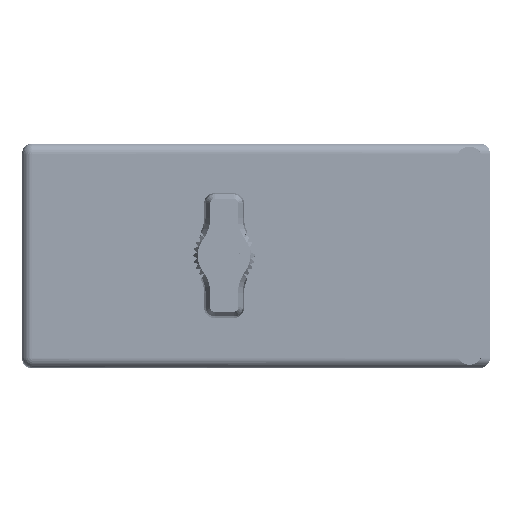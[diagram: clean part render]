
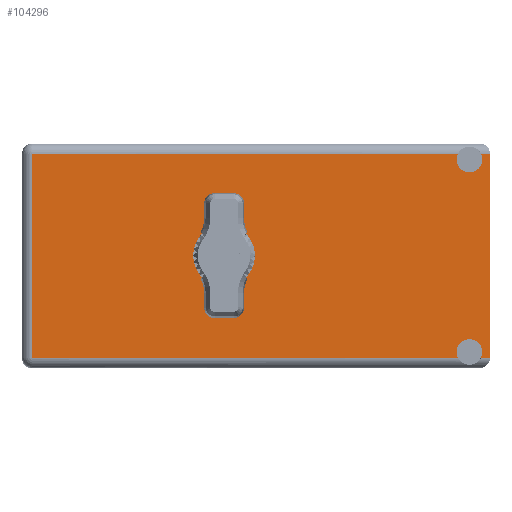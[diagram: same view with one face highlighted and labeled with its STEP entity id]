
A CAD part, top view. The second image highlights one B-rep face of the part: STEP entity #104296.
In plain terms, the highlighted face is planar.
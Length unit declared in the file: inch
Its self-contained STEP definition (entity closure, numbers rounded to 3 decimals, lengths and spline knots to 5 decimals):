
#1698 = EDGE_LOOP ( 'NONE', ( #45547, #77395, #14251, #36380, #90752, #96605, #57896, #108340, #24038, #53636 ) ) ;
#3857 = CIRCLE ( 'NONE', #68654, 0.0875 ) ;
#4834 = ORIENTED_EDGE ( 'NONE', *, *, #35550, .F. ) ;
#5072 = DIRECTION ( 'NONE',  ( 0., 0., 1. ) ) ;
#5668 = CIRCLE ( 'NONE', #29807, 0.17 ) ;
#5841 = DIRECTION ( 'NONE',  ( 0., 0., 1. ) ) ;
#6977 = VERTEX_POINT ( 'NONE', #45215 ) ;
#7030 = VERTEX_POINT ( 'NONE', #61028 ) ;
#7986 = DIRECTION ( 'NONE',  ( 0., 0., 1. ) ) ;
#8590 = CARTESIAN_POINT ( 'NONE',  ( 1.3775, 2.03, -0.935 ) ) ;
#9681 = FACE_BOUND ( 'NONE', #51119, .T. ) ;
#13933 = VECTOR ( 'NONE', #5841, 39.37008 ) ;
#14140 = DIRECTION ( 'NONE',  ( 0., 0., 1. ) ) ;
#14251 = ORIENTED_EDGE ( 'NONE', *, *, #49392, .F. ) ;
#15872 = CARTESIAN_POINT ( 'NONE',  ( 2.97167, 2.03, -0.07 ) ) ;
#15957 = AXIS2_PLACEMENT_3D ( 'NONE', #30974, #38770, #65619 ) ;
#16853 = DIRECTION ( 'NONE',  ( 0., 0., 1. ) ) ;
#16858 = CARTESIAN_POINT ( 'NONE',  ( 3.12833, 2.03, -0.07 ) ) ;
#18344 = LINE ( 'NONE', #42334, #65854 ) ;
#19033 = VECTOR ( 'NONE', #89885, 39.37008 ) ;
#20758 = VERTEX_POINT ( 'NONE', #80912 ) ;
#20799 = CARTESIAN_POINT ( 'NONE',  ( 3.05, 2.03, -0.1965 ) ) ;
#20956 = CARTESIAN_POINT ( 'NONE',  ( 3.05, 2.03, -0.109 ) ) ;
#24038 = ORIENTED_EDGE ( 'NONE', *, *, #66614, .T. ) ;
#25332 = EDGE_CURVE ( 'NONE', #20758, #98791, #60833, .T. ) ;
#26766 = DIRECTION ( 'NONE',  ( 0., 1., 0. ) ) ;
#27843 = DIRECTION ( 'NONE',  ( 0., 0., 1. ) ) ;
#28342 = EDGE_CURVE ( 'NONE', #87705, #95583, #32514, .T. ) ;
#29322 = CIRCLE ( 'NONE', #92744, 0.0875 ) ;
#29807 = AXIS2_PLACEMENT_3D ( 'NONE', #34172, #26766, #27843 ) ;
#30873 = FACE_OUTER_BOUND ( 'NONE', #1698, .T. ) ;
#30915 = EDGE_CURVE ( 'NONE', #6977, #63794, #18344, .T. ) ;
#30974 = CARTESIAN_POINT ( 'NONE',  ( 3.05, 2.03, -0.109 ) ) ;
#32514 = CIRCLE ( 'NONE', #103490, 0.17 ) ;
#32903 = DIRECTION ( 'NONE',  ( -1., 0., 0. ) ) ;
#34172 = CARTESIAN_POINT ( 'NONE',  ( 1.3775, 2.03, -0.765 ) ) ;
#35550 = EDGE_CURVE ( 'NONE', #95583, #87705, #5668, .T. ) ;
#36380 = ORIENTED_EDGE ( 'NONE', *, *, #103853, .T. ) ;
#37118 = CARTESIAN_POINT ( 'NONE',  ( 0.07, 2.03, -1.46 ) ) ;
#37200 = EDGE_CURVE ( 'NONE', #43926, #98791, #49029, .T. ) ;
#38161 = PLANE ( 'NONE',  #100851 ) ;
#38446 = VECTOR ( 'NONE', #57121, 39.37008 ) ;
#38770 = DIRECTION ( 'NONE',  ( 0., 1., 0. ) ) ;
#38970 = CARTESIAN_POINT ( 'NONE',  ( 3.12833, 2.03, -1.46 ) ) ;
#39106 = DIRECTION ( 'NONE',  ( 0., 0., 1. ) ) ;
#39869 = CARTESIAN_POINT ( 'NONE',  ( 0., 2.03, -1.46 ) ) ;
#42334 = CARTESIAN_POINT ( 'NONE',  ( 3.19, 2.03, 0. ) ) ;
#43494 = ORIENTED_EDGE ( 'NONE', *, *, #28342, .F. ) ;
#43926 = VERTEX_POINT ( 'NONE', #20799 ) ;
#45215 = CARTESIAN_POINT ( 'NONE',  ( 3.19, 2.03, -1.46 ) ) ;
#45547 = ORIENTED_EDGE ( 'NONE', *, *, #25332, .T. ) ;
#45657 = LINE ( 'NONE', #83107, #73308 ) ;
#48328 = CARTESIAN_POINT ( 'NONE',  ( 0.07, 2.03, -1.53 ) ) ;
#49029 = CIRCLE ( 'NONE', #78585, 0.0875 ) ;
#49392 = EDGE_CURVE ( 'NONE', #86518, #43926, #99100, .T. ) ;
#49901 = CARTESIAN_POINT ( 'NONE',  ( 3.19, 2.03, -0.07 ) ) ;
#51119 = EDGE_LOOP ( 'NONE', ( #43494, #4834 ) ) ;
#53636 = ORIENTED_EDGE ( 'NONE', *, *, #64275, .T. ) ;
#55144 = CARTESIAN_POINT ( 'NONE',  ( 0., 2.03, -1.53 ) ) ;
#56208 = DIRECTION ( 'NONE',  ( 0., 1., 0. ) ) ;
#57121 = DIRECTION ( 'NONE',  ( 1., 0., 0. ) ) ;
#57623 = EDGE_CURVE ( 'NONE', #6977, #101312, #45657, .T. ) ;
#57896 = ORIENTED_EDGE ( 'NONE', *, *, #90496, .F. ) ;
#58390 = CARTESIAN_POINT ( 'NONE',  ( 3.05, 2.03, -1.3335 ) ) ;
#59095 = EDGE_CURVE ( 'NONE', #7030, #71413, #29322, .T. ) ;
#60833 = LINE ( 'NONE', #65201, #38446 ) ;
#61028 = CARTESIAN_POINT ( 'NONE',  ( 2.97167, 2.03, -1.46 ) ) ;
#63794 = VERTEX_POINT ( 'NONE', #49901 ) ;
#64275 = EDGE_CURVE ( 'NONE', #84966, #20758, #99749, .T. ) ;
#64823 = DIRECTION ( 'NONE',  ( 0., 1., 0. ) ) ;
#65201 = CARTESIAN_POINT ( 'NONE',  ( 3.19, 2.03, -0.07 ) ) ;
#65619 = DIRECTION ( 'NONE',  ( 0., 0., 1. ) ) ;
#65854 = VECTOR ( 'NONE', #16853, 39.37008 ) ;
#66614 = EDGE_CURVE ( 'NONE', #7030, #84966, #95215, .T. ) ;
#68654 = AXIS2_PLACEMENT_3D ( 'NONE', #83309, #91392, #7986 ) ;
#71413 = VERTEX_POINT ( 'NONE', #58390 ) ;
#72718 = VECTOR ( 'NONE', #109109, 39.37008 ) ;
#73253 = CARTESIAN_POINT ( 'NONE',  ( 3.19, 2.03, -0.07 ) ) ;
#73308 = VECTOR ( 'NONE', #32903, 39.37008 ) ;
#77395 = ORIENTED_EDGE ( 'NONE', *, *, #37200, .F. ) ;
#78585 = AXIS2_PLACEMENT_3D ( 'NONE', #20956, #97306, #105365 ) ;
#80912 = CARTESIAN_POINT ( 'NONE',  ( 0.07, 2.03, -0.07 ) ) ;
#83107 = CARTESIAN_POINT ( 'NONE',  ( 0., 2.03, -1.46 ) ) ;
#83309 = CARTESIAN_POINT ( 'NONE',  ( 3.05, 2.03, -1.421 ) ) ;
#84966 = VERTEX_POINT ( 'NONE', #37118 ) ;
#86518 = VERTEX_POINT ( 'NONE', #16858 ) ;
#87705 = VERTEX_POINT ( 'NONE', #104238 ) ;
#89885 = DIRECTION ( 'NONE',  ( 1., 0., 0. ) ) ;
#90496 = EDGE_CURVE ( 'NONE', #71413, #101312, #3857, .T. ) ;
#90752 = ORIENTED_EDGE ( 'NONE', *, *, #30915, .F. ) ;
#91392 = DIRECTION ( 'NONE',  ( 0., 1., 0. ) ) ;
#92744 = AXIS2_PLACEMENT_3D ( 'NONE', #104365, #97751, #39106 ) ;
#95215 = LINE ( 'NONE', #39869, #72718 ) ;
#95583 = VERTEX_POINT ( 'NONE', #8590 ) ;
#96605 = ORIENTED_EDGE ( 'NONE', *, *, #57623, .T. ) ;
#96954 = LINE ( 'NONE', #73253, #19033 ) ;
#97306 = DIRECTION ( 'NONE',  ( 0., 1., 0. ) ) ;
#97751 = DIRECTION ( 'NONE',  ( 0., 1., 0. ) ) ;
#98791 = VERTEX_POINT ( 'NONE', #15872 ) ;
#99100 = CIRCLE ( 'NONE', #15957, 0.0875 ) ;
#99749 = LINE ( 'NONE', #48328, #13933 ) ;
#100851 = AXIS2_PLACEMENT_3D ( 'NONE', #55144, #56208, #14140 ) ;
#101312 = VERTEX_POINT ( 'NONE', #38970 ) ;
#103490 = AXIS2_PLACEMENT_3D ( 'NONE', #106856, #64823, #5072 ) ;
#103853 = EDGE_CURVE ( 'NONE', #86518, #63794, #96954, .T. ) ;
#104238 = CARTESIAN_POINT ( 'NONE',  ( 1.3775, 2.03, -0.595 ) ) ;
#104296 = ADVANCED_FACE ( 'NONE', ( #9681, #30873 ), #38161, .T. ) ;
#104365 = CARTESIAN_POINT ( 'NONE',  ( 3.05, 2.03, -1.421 ) ) ;
#105365 = DIRECTION ( 'NONE',  ( 0., 0., 1. ) ) ;
#106856 = CARTESIAN_POINT ( 'NONE',  ( 1.3775, 2.03, -0.765 ) ) ;
#108340 = ORIENTED_EDGE ( 'NONE', *, *, #59095, .F. ) ;
#109109 = DIRECTION ( 'NONE',  ( -1., 0., 0. ) ) ;
